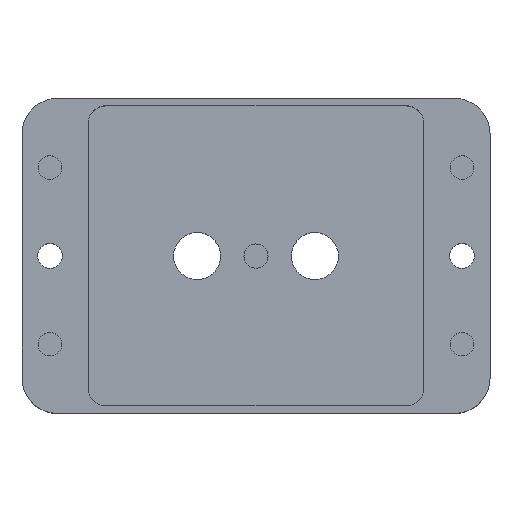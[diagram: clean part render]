
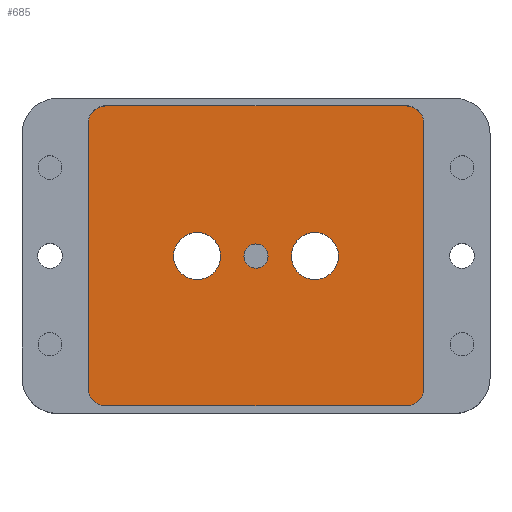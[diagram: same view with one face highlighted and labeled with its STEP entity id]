
A CAD part, top view. The second image highlights one B-rep face of the part: STEP entity #685.
In plain terms, the highlighted planar face has unit normal (0, 0, 1).
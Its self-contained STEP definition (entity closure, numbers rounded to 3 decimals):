
#67=CIRCLE('',#766,2.05);
#68=CIRCLE('',#767,4.);
#69=CIRCLE('',#768,4.);
#70=CIRCLE('',#769,3.);
#71=CIRCLE('',#770,3.);
#72=CIRCLE('',#771,3.);
#73=CIRCLE('',#772,3.);
#155=ORIENTED_EDGE('',*,*,#327,.T.);
#156=ORIENTED_EDGE('',*,*,#328,.F.);
#157=ORIENTED_EDGE('',*,*,#329,.F.);
#158=ORIENTED_EDGE('',*,*,#322,.T.);
#159=ORIENTED_EDGE('',*,*,#330,.T.);
#160=ORIENTED_EDGE('',*,*,#324,.T.);
#161=ORIENTED_EDGE('',*,*,#331,.T.);
#162=ORIENTED_EDGE('',*,*,#316,.T.);
#163=ORIENTED_EDGE('',*,*,#332,.T.);
#164=ORIENTED_EDGE('',*,*,#319,.T.);
#165=ORIENTED_EDGE('',*,*,#333,.T.);
#316=EDGE_CURVE('',#402,#401,#448,.T.);
#319=EDGE_CURVE('',#404,#403,#451,.T.);
#322=EDGE_CURVE('',#406,#405,#454,.T.);
#324=EDGE_CURVE('',#407,#408,#456,.T.);
#327=EDGE_CURVE('',#409,#409,#67,.T.);
#328=EDGE_CURVE('',#410,#410,#68,.T.);
#329=EDGE_CURVE('',#411,#411,#69,.T.);
#330=EDGE_CURVE('',#405,#407,#70,.T.);
#331=EDGE_CURVE('',#408,#402,#71,.T.);
#332=EDGE_CURVE('',#401,#404,#72,.T.);
#333=EDGE_CURVE('',#403,#406,#73,.T.);
#401=VERTEX_POINT('',#1149);
#402=VERTEX_POINT('',#1151);
#403=VERTEX_POINT('',#1155);
#404=VERTEX_POINT('',#1157);
#405=VERTEX_POINT('',#1161);
#406=VERTEX_POINT('',#1163);
#407=VERTEX_POINT('',#1167);
#408=VERTEX_POINT('',#1168);
#409=VERTEX_POINT('',#1173);
#410=VERTEX_POINT('',#1175);
#411=VERTEX_POINT('',#1177);
#448=LINE('',#1150,#494);
#451=LINE('',#1156,#497);
#454=LINE('',#1162,#500);
#456=LINE('',#1166,#502);
#494=VECTOR('',#909,1000.);
#497=VECTOR('',#914,1000.);
#500=VECTOR('',#919,1000.);
#502=VECTOR('',#923,1000.);
#532=EDGE_LOOP('',(#155));
#533=EDGE_LOOP('',(#156));
#534=EDGE_LOOP('',(#157));
#535=EDGE_LOOP('',(#158,#159,#160,#161,#162,#163,#164,#165));
#602=FACE_BOUND('',#532,.T.);
#603=FACE_BOUND('',#533,.T.);
#604=FACE_BOUND('',#534,.T.);
#605=FACE_BOUND('',#535,.T.);
#663=PLANE('',#765);
#685=ADVANCED_FACE('',(#602,#603,#604,#605),#663,.T.);
#765=AXIS2_PLACEMENT_3D('',#1171,#926,#927);
#766=AXIS2_PLACEMENT_3D('',#1172,#928,#929);
#767=AXIS2_PLACEMENT_3D('',#1174,#930,#931);
#768=AXIS2_PLACEMENT_3D('',#1176,#932,#933);
#769=AXIS2_PLACEMENT_3D('',#1178,#934,#935);
#770=AXIS2_PLACEMENT_3D('',#1179,#936,#937);
#771=AXIS2_PLACEMENT_3D('',#1180,#938,#939);
#772=AXIS2_PLACEMENT_3D('',#1181,#940,#941);
#909=DIRECTION('',(0.,-1.,0.));
#914=DIRECTION('',(1.,0.,0.));
#919=DIRECTION('',(0.,1.,0.));
#923=DIRECTION('',(-1.,0.,0.));
#926=DIRECTION('',(0.,0.,1.));
#927=DIRECTION('',(1.,0.,0.));
#928=DIRECTION('',(0.,0.,-1.));
#929=DIRECTION('',(0.,-1.,0.));
#930=DIRECTION('',(0.,0.,1.));
#931=DIRECTION('',(1.,0.,0.));
#932=DIRECTION('',(0.,0.,1.));
#933=DIRECTION('',(1.,0.,0.));
#934=DIRECTION('',(0.,0.,1.));
#935=DIRECTION('',(1.,0.,0.));
#936=DIRECTION('',(0.,0.,1.));
#937=DIRECTION('',(1.,0.,0.));
#938=DIRECTION('',(0.,0.,1.));
#939=DIRECTION('',(1.,0.,0.));
#940=DIRECTION('',(0.,0.,1.));
#941=DIRECTION('',(1.,0.,0.));
#1149=CARTESIAN_POINT('',(-28.5,-22.5,8.));
#1150=CARTESIAN_POINT('',(-28.5,25.5,8.));
#1151=CARTESIAN_POINT('',(-28.5,22.5,8.));
#1155=CARTESIAN_POINT('',(25.5,-25.5,8.));
#1156=CARTESIAN_POINT('',(-28.5,-25.5,8.));
#1157=CARTESIAN_POINT('',(-25.5,-25.5,8.));
#1161=CARTESIAN_POINT('',(28.5,22.5,8.));
#1162=CARTESIAN_POINT('',(28.5,-25.5,8.));
#1163=CARTESIAN_POINT('',(28.5,-22.5,8.));
#1166=CARTESIAN_POINT('',(28.5,25.5,8.));
#1167=CARTESIAN_POINT('',(25.5,25.5,8.));
#1168=CARTESIAN_POINT('',(-25.5,25.5,8.));
#1171=CARTESIAN_POINT('',(0.,0.,8.));
#1172=CARTESIAN_POINT('',(0.,0.,8.));
#1173=CARTESIAN_POINT('',(0.,-2.05,8.));
#1174=CARTESIAN_POINT('',(10.,0.,8.));
#1175=CARTESIAN_POINT('',(14.,0.,8.));
#1176=CARTESIAN_POINT('',(-10.,0.,8.));
#1177=CARTESIAN_POINT('',(-6.,0.,8.));
#1178=CARTESIAN_POINT('',(25.5,22.5,8.));
#1179=CARTESIAN_POINT('',(-25.5,22.5,8.));
#1180=CARTESIAN_POINT('',(-25.5,-22.5,8.));
#1181=CARTESIAN_POINT('',(25.5,-22.5,8.));
